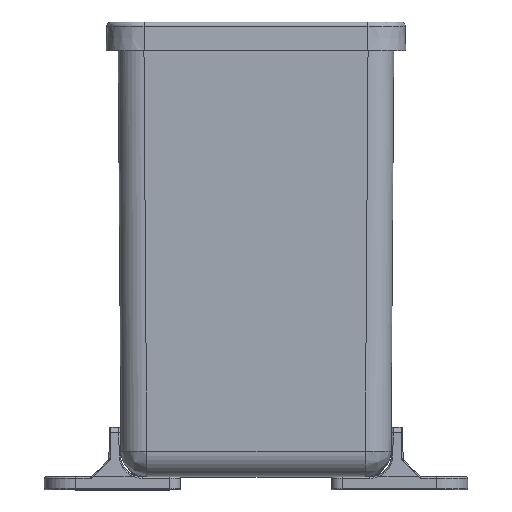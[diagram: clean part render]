
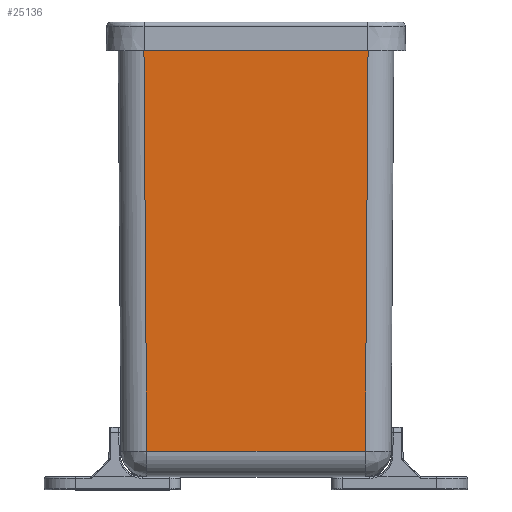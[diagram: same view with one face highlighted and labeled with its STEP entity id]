
A CAD part, top view. The second image highlights one B-rep face of the part: STEP entity #25136.
In plain terms, the highlighted planar face has unit normal (0, -0.007, 1).
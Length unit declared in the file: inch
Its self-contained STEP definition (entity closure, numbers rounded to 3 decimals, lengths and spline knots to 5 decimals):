
#1912 = DIRECTION ( 'NONE',  ( -1., 0., 0. ) ) ;
#1938 = DIRECTION ( 'NONE',  ( 0.007, 1., 0.007 ) ) ;
#2005 = CARTESIAN_POINT ( 'NONE',  ( 1.52767, -1.62994, 2.0075 ) ) ;
#3727 = LINE ( 'NONE', #5021, #14855 ) ;
#5021 = CARTESIAN_POINT ( 'NONE',  ( -2.11234, -7.48256, 1.96664 ) ) ;
#5281 = ORIENTED_EDGE ( 'NONE', *, *, #37410, .T. ) ;
#5581 = VERTEX_POINT ( 'NONE', #27071 ) ;
#6047 = LINE ( 'NONE', #25314, #20922 ) ;
#6550 = VECTOR ( 'NONE', #36498, 39.37008 ) ;
#7272 = FACE_OUTER_BOUND ( 'NONE', #24057, .T. ) ;
#7442 = DIRECTION ( 'NONE',  ( 0., -0.007, 1. ) ) ;
#7735 = DIRECTION ( 'NONE',  ( 1., 0., 0. ) ) ;
#9409 = PLANE ( 'NONE',  #27667 ) ;
#9465 = VERTEX_POINT ( 'NONE', #2005 ) ;
#9789 = CARTESIAN_POINT ( 'NONE',  ( -1.73737, -1.62732, 2.00752 ) ) ;
#10783 = EDGE_CURVE ( 'NONE', #5581, #25326, #3727, .T. ) ;
#13426 = VERTEX_POINT ( 'NONE', #21675 ) ;
#14855 = VECTOR ( 'NONE', #7735, 39.37008 ) ;
#15905 = CARTESIAN_POINT ( 'NONE',  ( -2.11234, -1.62994, 2.0075 ) ) ;
#17154 = CARTESIAN_POINT ( 'NONE',  ( 1.48681, -7.48256, 1.96664 ) ) ;
#19529 = EDGE_CURVE ( 'NONE', #5581, #13426, #19545, .T. ) ;
#19545 = LINE ( 'NONE', #9789, #6550 ) ;
#20922 = VECTOR ( 'NONE', #1912, 39.37008 ) ;
#21348 = CARTESIAN_POINT ( 'NONE',  ( 1.48681, -7.48256, 1.96664 ) ) ;
#21675 = CARTESIAN_POINT ( 'NONE',  ( -1.73735, -1.62994, 2.0075 ) ) ;
#24057 = EDGE_LOOP ( 'NONE', ( #5281, #30407, #33774, #28260 ) ) ;
#25136 = ADVANCED_FACE ( 'NONE', ( #7272 ), #9409, .T. ) ;
#25293 = VECTOR ( 'NONE', #1938, 39.37008 ) ;
#25314 = CARTESIAN_POINT ( 'NONE',  ( -0.10484, -1.62994, 2.0075 ) ) ;
#25326 = VERTEX_POINT ( 'NONE', #21348 ) ;
#27071 = CARTESIAN_POINT ( 'NONE',  ( -1.69649, -7.48256, 1.96664 ) ) ;
#27667 = AXIS2_PLACEMENT_3D ( 'NONE', #15905, #7442, #36631 ) ;
#28260 = ORIENTED_EDGE ( 'NONE', *, *, #32304, .T. ) ;
#30407 = ORIENTED_EDGE ( 'NONE', *, *, #19529, .F. ) ;
#32304 = EDGE_CURVE ( 'NONE', #25326, #9465, #33651, .T. ) ;
#33651 = LINE ( 'NONE', #17154, #25293 ) ;
#33774 = ORIENTED_EDGE ( 'NONE', *, *, #10783, .T. ) ;
#36498 = DIRECTION ( 'NONE',  ( -0.007, 1., 0.007 ) ) ;
#36631 = DIRECTION ( 'NONE',  ( 0., -1., -0.007 ) ) ;
#37410 = EDGE_CURVE ( 'NONE', #9465, #13426, #6047, .T. ) ;
